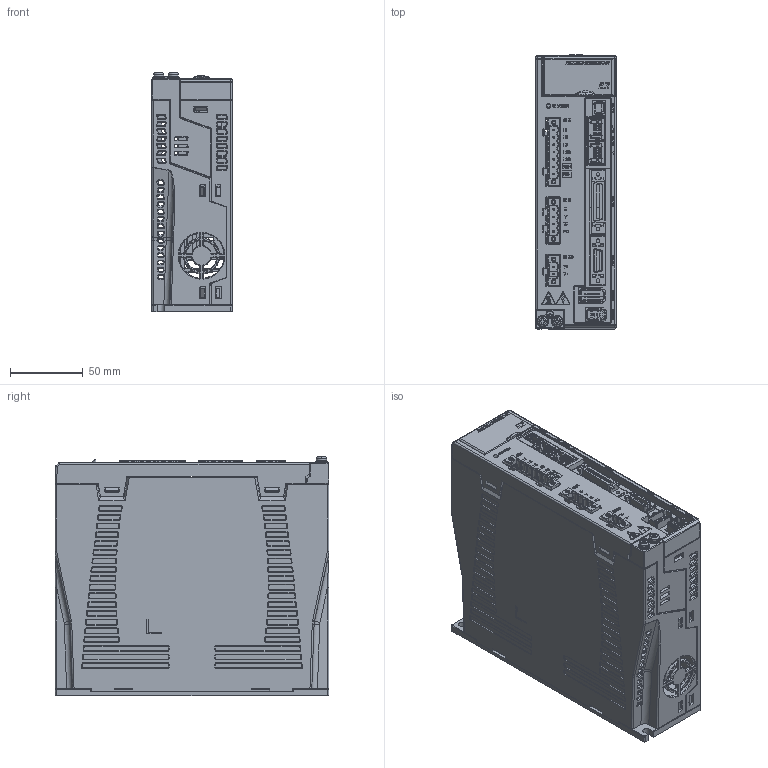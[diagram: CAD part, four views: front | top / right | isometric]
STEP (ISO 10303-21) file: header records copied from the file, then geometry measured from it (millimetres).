
FILE_DESCRIPTION (( 'STEP AP203' ), '1' );
FILE_NAME ('ED2F-xx-003-1-x-00_20230517.STEP', '2023-05-17T01:07:53', ( '' ), ( '' ), 'SwSTEP 2.0', 'SolidWorks 2015', '' );
FILE_SCHEMA (( 'CONFIG_CONTROL_DESIGN' ));
Products named in the file (1): ED2F-xx-003-1-x-00_20230517
Bounding box: 55 x 188 x 164.35 mm (x, y, z)
Surface area: 216901.6 mm2 (no closed solid volume)
Topology: 0 solids, 122 shells, 3707 faces, 22599 edges, 18913 vertices
Faces by surface type: plane 2052, cylinder 659, cone 616, bspline 342, sphere 20, torus 18
Entity records: 242411 total; most frequent: CARTESIAN_POINT 72955, ORIENTED_EDGE 38262, DIRECTION 28882, EDGE_CURVE 22587, VERTEX_POINT 18913, LINE 17650, VECTOR 17650, AXIS2_PLACEMENT_3D 5616
